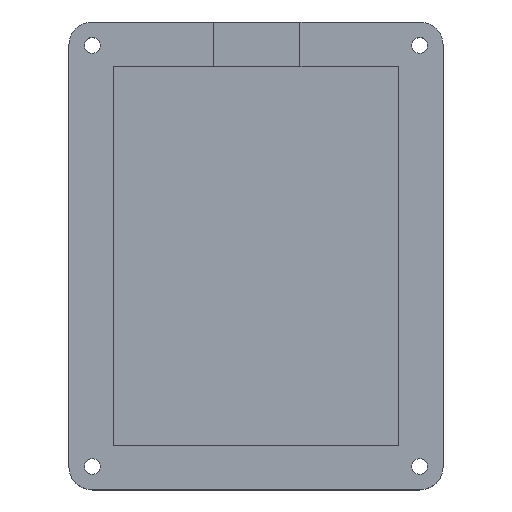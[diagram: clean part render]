
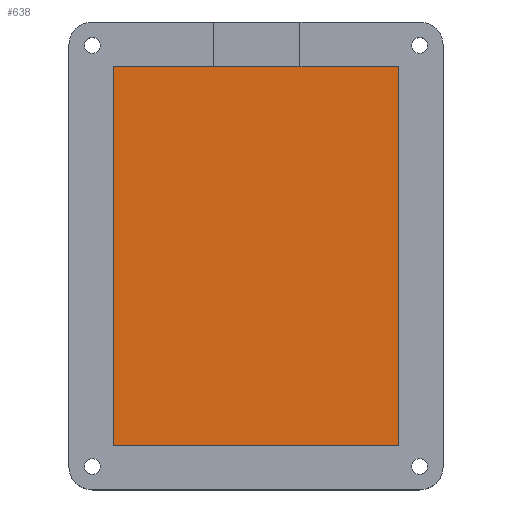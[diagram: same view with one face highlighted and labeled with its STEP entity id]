
A CAD part, top view. The second image highlights one B-rep face of the part: STEP entity #638.
In plain terms, the highlighted planar face has unit normal (0, 0, 1).
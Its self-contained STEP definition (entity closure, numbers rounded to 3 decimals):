
#40=PLANE('',#719);
#86=LINE('',#1085,#138);
#88=LINE('',#1090,#140);
#89=LINE('',#1091,#141);
#90=LINE('',#1092,#142);
#138=VECTOR('',#884,10.);
#140=VECTOR('',#888,10.);
#141=VECTOR('',#889,10.);
#142=VECTOR('',#890,10.);
#190=FACE_OUTER_BOUND('',#236,.T.);
#236=EDGE_LOOP('',(#549,#550,#551,#552));
#337=VERTEX_POINT('',#1082);
#338=VERTEX_POINT('',#1084);
#339=VERTEX_POINT('',#1088);
#340=VERTEX_POINT('',#1089);
#414=EDGE_CURVE('',#337,#338,#86,.T.);
#416=EDGE_CURVE('',#339,#340,#88,.T.);
#417=EDGE_CURVE('',#338,#339,#89,.T.);
#418=EDGE_CURVE('',#340,#337,#90,.T.);
#549=ORIENTED_EDGE('',*,*,#416,.F.);
#550=ORIENTED_EDGE('',*,*,#417,.F.);
#551=ORIENTED_EDGE('',*,*,#414,.F.);
#552=ORIENTED_EDGE('',*,*,#418,.F.);
#638=ADVANCED_FACE('',(#190),#40,.T.);
#719=AXIS2_PLACEMENT_3D('',#1087,#886,#887);
#884=DIRECTION('',(1.,0.,0.));
#886=DIRECTION('center_axis',(0.,0.,1.));
#887=DIRECTION('ref_axis',(1.,0.,0.));
#888=DIRECTION('',(-1.,0.,0.));
#889=DIRECTION('',(0.,-1.,0.));
#890=DIRECTION('',(0.,1.,0.));
#1082=CARTESIAN_POINT('',(-25.,60.,3.));
#1084=CARTESIAN_POINT('',(36.,60.,3.));
#1085=CARTESIAN_POINT('',(-9.75,60.,3.));
#1087=CARTESIAN_POINT('Origin',(5.5,19.5,3.));
#1088=CARTESIAN_POINT('',(36.,-21.,3.));
#1089=CARTESIAN_POINT('',(-25.,-21.,3.));
#1090=CARTESIAN_POINT('',(20.75,-21.,3.));
#1091=CARTESIAN_POINT('',(36.,39.75,3.));
#1092=CARTESIAN_POINT('',(-25.,-0.75,3.));
